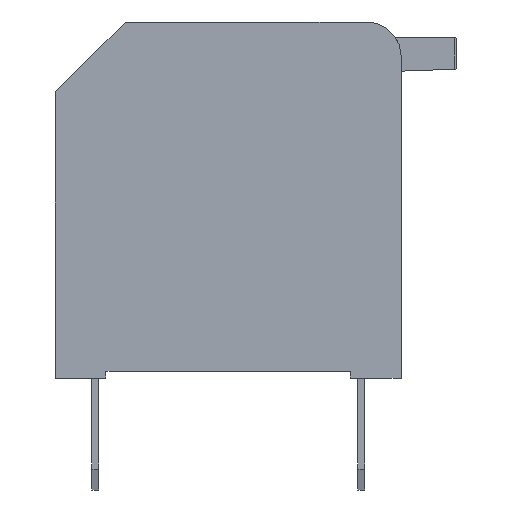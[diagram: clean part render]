
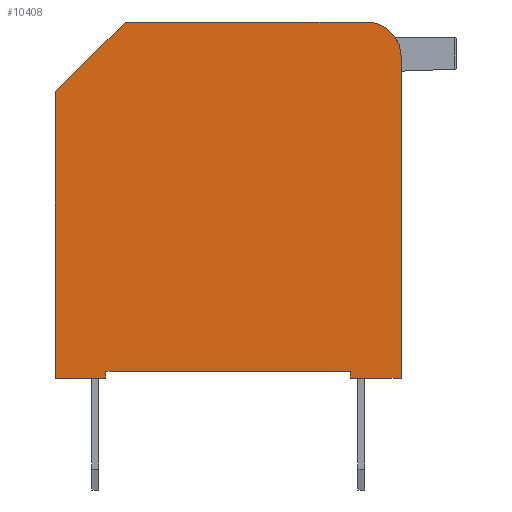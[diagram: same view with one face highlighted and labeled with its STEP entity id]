
A CAD part, left-side view. The second image highlights one B-rep face of the part: STEP entity #10408.
In plain terms, the highlighted planar face has unit normal (-1, 0, 0).
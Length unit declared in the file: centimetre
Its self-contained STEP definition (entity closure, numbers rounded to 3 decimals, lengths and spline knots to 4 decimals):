
#434=CIRCLE('',#10971,0.1);
#1073=FACE_OUTER_BOUND('',#1670,.T.);
#1670=EDGE_LOOP('',(#9185,#9186,#9187,#9188,#9189,#9190,#9191,#9192,#9193,
#9194));
#2783=LINE('',#17903,#3946);
#2807=LINE('',#17957,#3970);
#2809=LINE('',#17962,#3972);
#2813=LINE('',#17967,#3976);
#2814=LINE('',#17969,#3977);
#2815=LINE('',#17973,#3978);
#2816=LINE('',#17975,#3979);
#2817=LINE('',#17977,#3980);
#2818=LINE('',#17978,#3981);
#3946=VECTOR('',#13068,1.);
#3970=VECTOR('',#13116,1.);
#3972=VECTOR('',#13120,1.);
#3976=VECTOR('',#13126,1.);
#3977=VECTOR('',#13129,1.);
#3978=VECTOR('',#13132,1.);
#3979=VECTOR('',#13133,1.);
#3980=VECTOR('',#13134,1.);
#3981=VECTOR('',#13135,1.);
#4977=VERTEX_POINT('',#17900);
#4978=VERTEX_POINT('',#17902);
#4995=VERTEX_POINT('',#17953);
#4996=VERTEX_POINT('',#17955);
#4997=VERTEX_POINT('',#17959);
#4998=VERTEX_POINT('',#17961);
#4999=VERTEX_POINT('',#17970);
#5000=VERTEX_POINT('',#17972);
#5001=VERTEX_POINT('',#17974);
#5002=VERTEX_POINT('',#17976);
#6412=EDGE_CURVE('',#4977,#4978,#2783,.T.);
#6436=EDGE_CURVE('',#4995,#4996,#2807,.T.);
#6438=EDGE_CURVE('',#4998,#4997,#2809,.T.);
#6442=EDGE_CURVE('',#4997,#4995,#2813,.T.);
#6443=EDGE_CURVE('',#4978,#4996,#2814,.T.);
#6444=EDGE_CURVE('',#4999,#4977,#434,.T.);
#6445=EDGE_CURVE('',#5000,#4999,#2815,.T.);
#6446=EDGE_CURVE('',#5001,#5000,#2816,.T.);
#6447=EDGE_CURVE('',#5002,#5001,#2817,.T.);
#6448=EDGE_CURVE('',#4998,#5002,#2818,.T.);
#9185=ORIENTED_EDGE('',*,*,#6438,.T.);
#9186=ORIENTED_EDGE('',*,*,#6442,.T.);
#9187=ORIENTED_EDGE('',*,*,#6436,.T.);
#9188=ORIENTED_EDGE('',*,*,#6443,.F.);
#9189=ORIENTED_EDGE('',*,*,#6412,.F.);
#9190=ORIENTED_EDGE('',*,*,#6444,.F.);
#9191=ORIENTED_EDGE('',*,*,#6445,.F.);
#9192=ORIENTED_EDGE('',*,*,#6446,.F.);
#9193=ORIENTED_EDGE('',*,*,#6447,.F.);
#9194=ORIENTED_EDGE('',*,*,#6448,.F.);
#9860=PLANE('',#10970);
#10408=ADVANCED_FACE('',(#1073),#9860,.T.);
#10970=AXIS2_PLACEMENT_3D('',#17968,#13127,#13128);
#10971=AXIS2_PLACEMENT_3D('',#17971,#13130,#13131);
#13068=DIRECTION('',(0.,0.,-1.));
#13116=DIRECTION('',(0.,0.,-1.));
#13120=DIRECTION('',(0.,0.,1.));
#13126=DIRECTION('',(0.,-1.,0.));
#13127=DIRECTION('center_axis',(-1.,0.,0.));
#13128=DIRECTION('ref_axis',(0.,-1.,0.));
#13129=DIRECTION('',(0.,1.,0.));
#13130=DIRECTION('center_axis',(1.,0.,0.));
#13131=DIRECTION('ref_axis',(0.,1.,0.));
#13132=DIRECTION('',(0.,-1.,0.));
#13133=DIRECTION('',(0.,-0.707,0.707));
#13134=DIRECTION('',(0.,0.,1.));
#13135=DIRECTION('',(0.,1.,0.));
#17900=CARTESIAN_POINT('',(-1.221,-0.495,0.92));
#17902=CARTESIAN_POINT('',(-1.221,-0.495,0.));
#17903=CARTESIAN_POINT('',(-1.221,-0.495,0.92));
#17953=CARTESIAN_POINT('',(-1.221,-0.35,0.02));
#17955=CARTESIAN_POINT('',(-1.221,-0.35,0.));
#17957=CARTESIAN_POINT('',(-1.221,-0.35,0.2432));
#17959=CARTESIAN_POINT('',(-1.221,0.35,0.02));
#17961=CARTESIAN_POINT('',(-1.221,0.35,0.));
#17962=CARTESIAN_POINT('',(-1.221,0.35,0.2432));
#17967=CARTESIAN_POINT('',(-1.221,-0.0057,0.02));
#17968=CARTESIAN_POINT('Origin',(-1.221,-0.0114,0.4865));
#17969=CARTESIAN_POINT('',(-1.221,-0.495,0.));
#17970=CARTESIAN_POINT('',(-1.221,-0.395,1.02));
#17971=CARTESIAN_POINT('Origin',(-1.221,-0.395,0.92));
#17972=CARTESIAN_POINT('',(-1.221,0.295,1.02));
#17973=CARTESIAN_POINT('',(-1.221,0.295,1.02));
#17974=CARTESIAN_POINT('',(-1.221,0.495,0.82));
#17975=CARTESIAN_POINT('',(-1.221,0.495,0.82));
#17976=CARTESIAN_POINT('',(-1.221,0.495,0.));
#17977=CARTESIAN_POINT('',(-1.221,0.495,0.));
#17978=CARTESIAN_POINT('',(-1.221,-0.495,0.));
